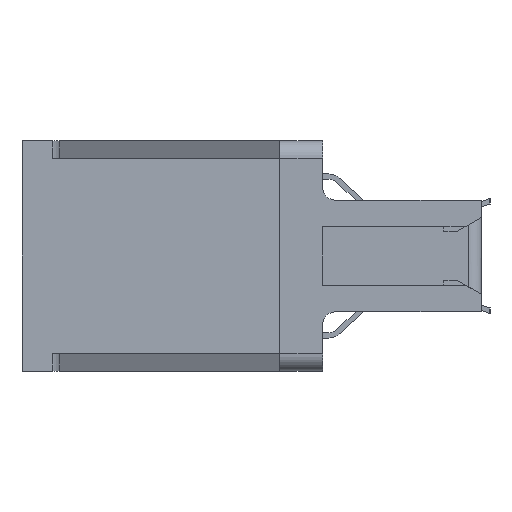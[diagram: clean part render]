
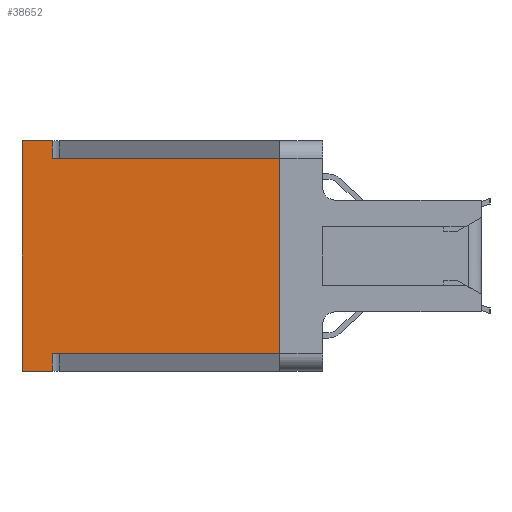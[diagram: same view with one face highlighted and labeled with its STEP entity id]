
A CAD part, left-side view. The second image highlights one B-rep face of the part: STEP entity #38652.
In plain terms, the highlighted planar face has unit normal (-1, 0, 0).
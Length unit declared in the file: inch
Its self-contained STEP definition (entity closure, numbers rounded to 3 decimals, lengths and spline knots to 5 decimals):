
#11825=ORIENTED_EDGE('',*,*,#18349,.T.);
#11826=ORIENTED_EDGE('',*,*,#17374,.F.);
#11827=ORIENTED_EDGE('',*,*,#17331,.F.);
#11828=ORIENTED_EDGE('',*,*,#17676,.F.);
#11829=ORIENTED_EDGE('',*,*,#17338,.T.);
#11830=ORIENTED_EDGE('',*,*,#18350,.F.);
#11831=ORIENTED_EDGE('',*,*,#18351,.F.);
#11832=ORIENTED_EDGE('',*,*,#18352,.F.);
#17331=EDGE_CURVE('',#21611,#21612,#25861,.T.);
#17338=EDGE_CURVE('',#21615,#21616,#25866,.T.);
#17374=EDGE_CURVE('',#21612,#21640,#25895,.T.);
#17676=EDGE_CURVE('',#21615,#21611,#26194,.T.);
#18349=EDGE_CURVE('',#22246,#21640,#26867,.T.);
#18350=EDGE_CURVE('',#22247,#21616,#26868,.T.);
#18351=EDGE_CURVE('',#22248,#22247,#26869,.T.);
#18352=EDGE_CURVE('',#22246,#22248,#26870,.T.);
#21611=VERTEX_POINT('',#61245);
#21612=VERTEX_POINT('',#61247);
#21615=VERTEX_POINT('',#61258);
#21616=VERTEX_POINT('',#61259);
#21640=VERTEX_POINT('',#61320);
#22246=VERTEX_POINT('',#63155);
#22247=VERTEX_POINT('',#63157);
#22248=VERTEX_POINT('',#63159);
#25861=LINE('',#61246,#30583);
#25866=LINE('',#61257,#30588);
#25895=LINE('',#61322,#30617);
#26194=LINE('',#61914,#30916);
#26867=LINE('',#63154,#31589);
#26868=LINE('',#63156,#31590);
#26869=LINE('',#63158,#31591);
#26870=LINE('',#63160,#31592);
#30583=VECTOR('',#50042,39.37008);
#30588=VECTOR('',#50053,39.37008);
#30617=VECTOR('',#50102,39.37008);
#30916=VECTOR('',#50447,39.37008);
#31589=VECTOR('',#51584,39.37008);
#31590=VECTOR('',#51585,39.37008);
#31591=VECTOR('',#51586,39.37008);
#31592=VECTOR('',#51587,39.37008);
#33414=EDGE_LOOP('',(#11825,#11826,#11827,#11828,#11829,#11830,#11831,#11832));
#35322=FACE_BOUND('',#33414,.T.);
#36761=PLANE('',#41532);
#38652=ADVANCED_FACE('',(#35322),#36761,.F.);
#41532=AXIS2_PLACEMENT_3D('',#63153,#51582,#51583);
#50042=DIRECTION('',(0.,-1.,0.));
#50053=DIRECTION('',(0.,-1.,0.));
#50102=DIRECTION('',(0.,0.,-1.));
#50447=DIRECTION('',(0.,0.,1.));
#51582=DIRECTION('',(1.,0.,0.));
#51583=DIRECTION('',(0.,0.,-1.));
#51584=DIRECTION('',(0.,1.,0.));
#51585=DIRECTION('',(0.,0.,-1.));
#51586=DIRECTION('',(0.,1.,0.));
#51587=DIRECTION('',(0.,0.,-1.));
#61245=CARTESIAN_POINT('',(-0.67992,0.35,0.134));
#61246=CARTESIAN_POINT('',(-0.67992,0.03,0.134));
#61247=CARTESIAN_POINT('',(-0.67992,0.31458,0.134));
#61257=CARTESIAN_POINT('',(-0.67992,0.03,-0.134));
#61258=CARTESIAN_POINT('',(-0.67992,0.35,-0.134));
#61259=CARTESIAN_POINT('',(-0.67992,0.31458,-0.134));
#61320=CARTESIAN_POINT('',(-0.67992,0.31458,0.114));
#61322=CARTESIAN_POINT('',(-0.67992,0.31458,0.134));
#61914=CARTESIAN_POINT('',(-0.67992,0.35,-0.134));
#63153=CARTESIAN_POINT('',(-0.67992,0.03,-0.134));
#63154=CARTESIAN_POINT('',(-0.67992,0.05,0.114));
#63155=CARTESIAN_POINT('',(-0.67992,0.03,0.114));
#63156=CARTESIAN_POINT('',(-0.67992,0.31458,0.134));
#63157=CARTESIAN_POINT('',(-0.67992,0.31458,-0.114));
#63158=CARTESIAN_POINT('',(-0.67992,0.05,-0.114));
#63159=CARTESIAN_POINT('',(-0.67992,0.03,-0.114));
#63160=CARTESIAN_POINT('',(-0.67992,0.03,0.114));
